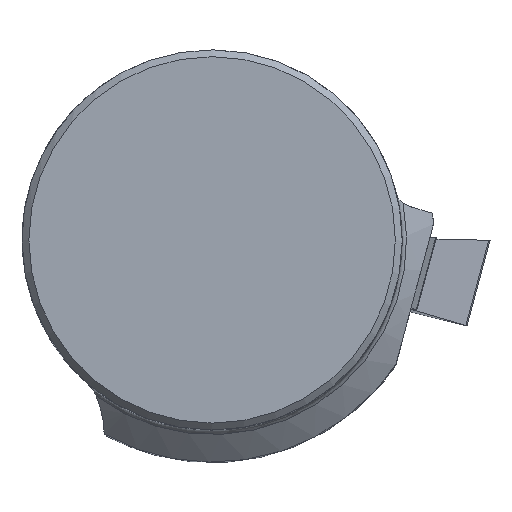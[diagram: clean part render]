
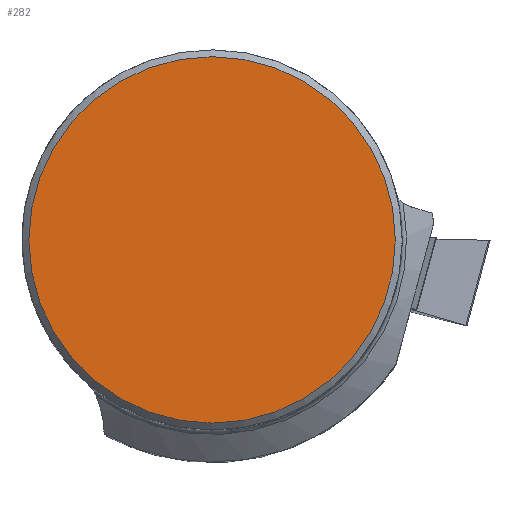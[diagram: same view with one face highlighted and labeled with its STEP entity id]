
A CAD part, top view. The second image highlights one B-rep face of the part: STEP entity #282.
In plain terms, the highlighted planar face has unit normal (0, 0, 1).
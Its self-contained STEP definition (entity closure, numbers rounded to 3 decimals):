
#204=CIRCLE('',#1962,12.049);
#282=ADVANCED_FACE('',(#415),#337,.F.);
#337=PLANE('',#1964);
#415=FACE_OUTER_BOUND('',#509,.T.);
#509=EDGE_LOOP('',(#981));
#981=ORIENTED_EDGE('',*,*,#1429,.F.);
#1193=VERTEX_POINT('',#3198);
#1429=EDGE_CURVE('',#1193,#1193,#204,.T.);
#1962=AXIS2_PLACEMENT_3D('',#3197,#2435,#2436);
#1964=AXIS2_PLACEMENT_3D('',#3200,#2439,#2440);
#2435=DIRECTION('',(0.,0.,-1.));
#2436=DIRECTION('',(-1.,0.,0.));
#2439=DIRECTION('',(0.,0.,-1.));
#2440=DIRECTION('',(1.,0.,0.));
#3197=CARTESIAN_POINT('',(0.,0.,0.));
#3198=CARTESIAN_POINT('',(-12.049,0.,0.));
#3200=CARTESIAN_POINT('',(12.049,0.,0.));
